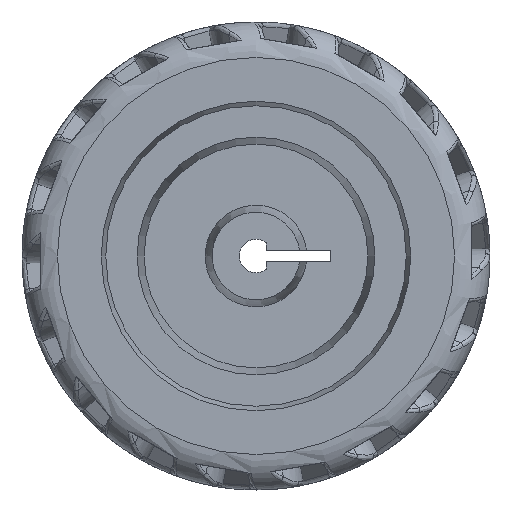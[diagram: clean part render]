
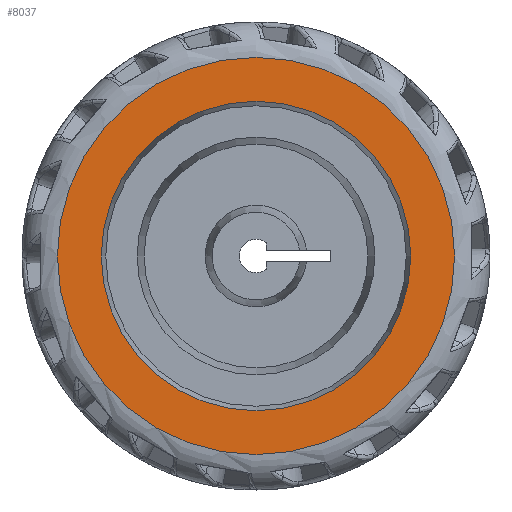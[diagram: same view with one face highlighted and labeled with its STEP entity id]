
A CAD part, left-side view. The second image highlights one B-rep face of the part: STEP entity #8037.
In plain terms, the highlighted face is planar.
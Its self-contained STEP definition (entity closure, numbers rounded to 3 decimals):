
#247=FACE_BOUND('',#1508,.T.);
#863=PLANE('',#8622);
#1030=FACE_OUTER_BOUND('',#1507,.T.);
#1507=EDGE_LOOP('',(#5114));
#1508=EDGE_LOOP('',(#5115));
#2020=CIRCLE('',#8623,32.085);
#2021=CIRCLE('',#8624,25.005);
#3090=VERTEX_POINT('',#12274);
#3091=VERTEX_POINT('',#12276);
#3866=EDGE_CURVE('',#3090,#3090,#2020,.T.);
#3867=EDGE_CURVE('',#3091,#3091,#2021,.F.);
#5114=ORIENTED_EDGE('',*,*,#3866,.T.);
#5115=ORIENTED_EDGE('',*,*,#3867,.T.);
#8037=ADVANCED_FACE('',(#1030,#247),#863,.T.);
#8622=AXIS2_PLACEMENT_3D('',#12273,#9487,#9488);
#8623=AXIS2_PLACEMENT_3D('',#12275,#9489,#9490);
#8624=AXIS2_PLACEMENT_3D('',#12277,#9491,#9492);
#9487=DIRECTION('center_axis',(0.,0.,1.));
#9488=DIRECTION('ref_axis',(1.,0.,0.));
#9489=DIRECTION('center_axis',(0.,0.,1.));
#9490=DIRECTION('ref_axis',(1.,0.,0.));
#9491=DIRECTION('center_axis',(0.,0.,1.));
#9492=DIRECTION('ref_axis',(1.,0.,0.));
#12273=CARTESIAN_POINT('Origin',(0.417,-0.751,28.144));
#12274=CARTESIAN_POINT('',(-31.668,-0.751,28.144));
#12275=CARTESIAN_POINT('Origin',(0.417,-0.751,28.144));
#12276=CARTESIAN_POINT('',(-24.588,-0.751,28.144));
#12277=CARTESIAN_POINT('Origin',(0.417,-0.751,28.144));
